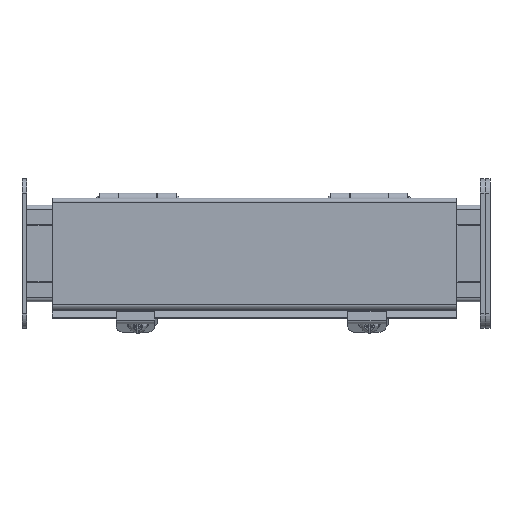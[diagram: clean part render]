
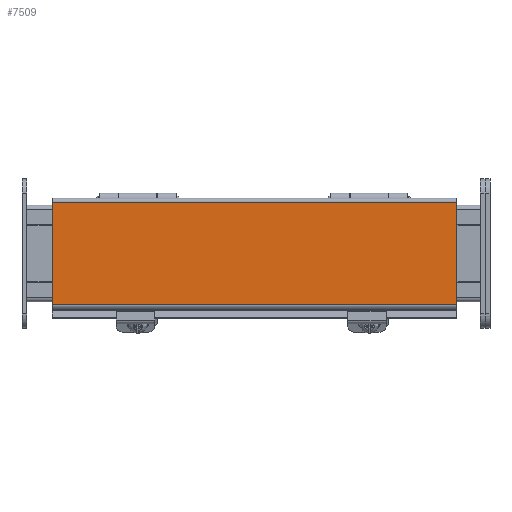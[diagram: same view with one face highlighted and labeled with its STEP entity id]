
A CAD part, top view. The second image highlights one B-rep face of the part: STEP entity #7509.
In plain terms, the highlighted planar face has unit normal (0, 0, 1).
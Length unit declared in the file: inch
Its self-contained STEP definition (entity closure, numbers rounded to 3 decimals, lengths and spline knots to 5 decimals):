
#51 = EDGE_LOOP ( 'NONE', ( #10770, #1362, #5734, #1525 ) ) ;
#265 = DIRECTION ( 'NONE',  ( 1., 0., 0. ) ) ;
#275 = VERTEX_POINT ( 'NONE', #12728 ) ;
#336 = CARTESIAN_POINT ( 'NONE',  ( -5.218, -1.4385, 2.672 ) ) ;
#963 = CARTESIAN_POINT ( 'NONE',  ( -5.218, -1.3305, 2.672 ) ) ;
#1061 = CARTESIAN_POINT ( 'NONE',  ( -5.218, -1.4385, 2.672 ) ) ;
#1362 = ORIENTED_EDGE ( 'NONE', *, *, #2877, .T. ) ;
#1424 = AXIS2_PLACEMENT_3D ( 'NONE', #336, #3495, #265 ) ;
#1477 = VECTOR ( 'NONE', #5770, 39.37008 ) ;
#1524 = CARTESIAN_POINT ( 'NONE',  ( 5.25, -1.4385, 2.672 ) ) ;
#1525 = ORIENTED_EDGE ( 'NONE', *, *, #8771, .T. ) ;
#1630 = VECTOR ( 'NONE', #2780, 39.37008 ) ;
#1899 = LINE ( 'NONE', #1061, #7494 ) ;
#2277 = VERTEX_POINT ( 'NONE', #7778 ) ;
#2566 = LINE ( 'NONE', #1524, #1477 ) ;
#2780 = DIRECTION ( 'NONE',  ( -1., 0., 0. ) ) ;
#2877 = EDGE_CURVE ( 'NONE', #2277, #275, #11833, .T. ) ;
#3495 = DIRECTION ( 'NONE',  ( 0., 0., 1. ) ) ;
#4742 = LINE ( 'NONE', #4807, #1630 ) ;
#4807 = CARTESIAN_POINT ( 'NONE',  ( -5.218, 1.3285, 2.672 ) ) ;
#5213 = DIRECTION ( 'NONE',  ( 1., 0., 0. ) ) ;
#5240 = VECTOR ( 'NONE', #5213, 39.37008 ) ;
#5594 = EDGE_CURVE ( 'NONE', #275, #6769, #2566, .T. ) ;
#5638 = PLANE ( 'NONE',  #1424 ) ;
#5734 = ORIENTED_EDGE ( 'NONE', *, *, #5594, .T. ) ;
#5770 = DIRECTION ( 'NONE',  ( 0., 1., 0. ) ) ;
#6183 = CARTESIAN_POINT ( 'NONE',  ( -5.218, 1.3285, 2.672 ) ) ;
#6267 = EDGE_CURVE ( 'NONE', #10736, #2277, #1899, .T. ) ;
#6769 = VERTEX_POINT ( 'NONE', #8685 ) ;
#7494 = VECTOR ( 'NONE', #9373, 39.37008 ) ;
#7509 = ADVANCED_FACE ( 'NONE', ( #9971 ), #5638, .T. ) ;
#7778 = CARTESIAN_POINT ( 'NONE',  ( -5.218, -1.3305, 2.672 ) ) ;
#8685 = CARTESIAN_POINT ( 'NONE',  ( 5.25, 1.3285, 2.672 ) ) ;
#8771 = EDGE_CURVE ( 'NONE', #6769, #10736, #4742, .T. ) ;
#9373 = DIRECTION ( 'NONE',  ( 0., -1., 0. ) ) ;
#9971 = FACE_OUTER_BOUND ( 'NONE', #51, .T. ) ;
#10736 = VERTEX_POINT ( 'NONE', #6183 ) ;
#10770 = ORIENTED_EDGE ( 'NONE', *, *, #6267, .T. ) ;
#11833 = LINE ( 'NONE', #963, #5240 ) ;
#12728 = CARTESIAN_POINT ( 'NONE',  ( 5.25, -1.3305, 2.672 ) ) ;
